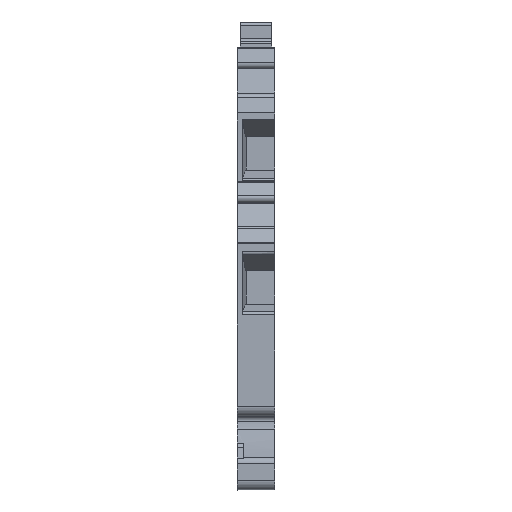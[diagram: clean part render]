
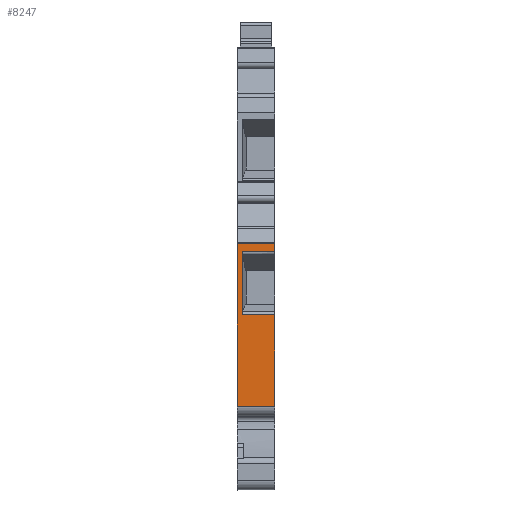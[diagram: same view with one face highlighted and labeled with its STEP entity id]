
A CAD part, left-side view. The second image highlights one B-rep face of the part: STEP entity #8247.
In plain terms, the highlighted planar face has unit normal (-1, 0, 0).
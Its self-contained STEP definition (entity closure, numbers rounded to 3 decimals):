
#233=LINE('',#10944,#849);
#488=LINE('',#11620,#1104);
#521=LINE('',#11694,#1137);
#527=LINE('',#11710,#1143);
#612=LINE('',#11917,#1228);
#613=LINE('',#11919,#1229);
#614=LINE('',#11921,#1230);
#615=LINE('',#11923,#1231);
#849=VECTOR('',#9130,1000.);
#1104=VECTOR('',#9795,1000.);
#1137=VECTOR('',#9870,1000.);
#1143=VECTOR('',#9880,1000.);
#1228=VECTOR('',#10089,1000.);
#1229=VECTOR('',#10092,1000.);
#1230=VECTOR('',#10093,1000.);
#1231=VECTOR('',#10094,1000.);
#2491=ORIENTED_EDGE('',*,*,#3644,.F.);
#2492=ORIENTED_EDGE('',*,*,#3748,.T.);
#2493=ORIENTED_EDGE('',*,*,#3749,.T.);
#2494=ORIENTED_EDGE('',*,*,#3750,.T.);
#2495=ORIENTED_EDGE('',*,*,#3636,.T.);
#2496=ORIENTED_EDGE('',*,*,#3747,.T.);
#2497=ORIENTED_EDGE('',*,*,#3263,.F.);
#2498=ORIENTED_EDGE('',*,*,#3593,.T.);
#3263=EDGE_CURVE('',#4136,#4137,#233,.T.);
#3593=EDGE_CURVE('',#4136,#4352,#488,.T.);
#3636=EDGE_CURVE('',#4373,#4372,#521,.T.);
#3644=EDGE_CURVE('',#4380,#4352,#527,.T.);
#3747=EDGE_CURVE('',#4372,#4137,#612,.F.);
#3748=EDGE_CURVE('',#4380,#4441,#613,.F.);
#3749=EDGE_CURVE('',#4441,#4442,#614,.F.);
#3750=EDGE_CURVE('',#4442,#4373,#615,.F.);
#4136=VERTEX_POINT('',#10943);
#4137=VERTEX_POINT('',#10945);
#4352=VERTEX_POINT('',#11619);
#4372=VERTEX_POINT('',#11693);
#4373=VERTEX_POINT('',#11695);
#4380=VERTEX_POINT('',#11709);
#4441=VERTEX_POINT('',#11920);
#4442=VERTEX_POINT('',#11922);
#5050=EDGE_LOOP('',(#2491,#2492,#2493,#2494,#2495,#2496,#2497,#2498));
#5420=FACE_BOUND('',#5050,.T.);
#5692=PLANE('',#8733);
#8247=ADVANCED_FACE('',(#5420),#5692,.T.);
#8733=AXIS2_PLACEMENT_3D('',#11918,#10090,#10091);
#9130=DIRECTION('',(0.,0.,1.));
#9795=DIRECTION('',(0.,-1.,0.));
#9870=DIRECTION('',(0.,0.,1.));
#9880=DIRECTION('',(0.,0.,-1.));
#10089=DIRECTION('',(0.,-1.,0.));
#10090=DIRECTION('',(-1.,0.,0.));
#10091=DIRECTION('',(0.,0.,1.));
#10092=DIRECTION('',(0.,-1.,0.));
#10093=DIRECTION('',(0.,0.,-1.));
#10094=DIRECTION('',(0.,1.,0.));
#10943=CARTESIAN_POINT('',(-66.295,5.5,-22.35));
#10944=CARTESIAN_POINT('',(-66.295,5.5,0.));
#10945=CARTESIAN_POINT('',(-66.295,5.5,3.7));
#11619=CARTESIAN_POINT('',(-66.295,-0.5,-22.35));
#11620=CARTESIAN_POINT('',(-66.295,118.895,-22.35));
#11693=CARTESIAN_POINT('',(-66.295,-0.5,3.7));
#11694=CARTESIAN_POINT('',(-66.295,-0.5,2.346));
#11695=CARTESIAN_POINT('',(-66.295,-0.5,2.346));
#11709=CARTESIAN_POINT('',(-66.295,-0.5,-7.677));
#11710=CARTESIAN_POINT('',(-66.295,-0.5,-22.35));
#11917=CARTESIAN_POINT('',(-66.295,5.5,3.7));
#11918=CARTESIAN_POINT('',(-66.295,118.895,-22.35));
#11919=CARTESIAN_POINT('',(-66.295,118.895,-7.677));
#11920=CARTESIAN_POINT('',(-66.295,4.698,-7.677));
#11921=CARTESIAN_POINT('',(-66.295,4.698,-5.625));
#11922=CARTESIAN_POINT('',(-66.295,4.698,2.346));
#11923=CARTESIAN_POINT('',(-66.295,118.895,2.346));
